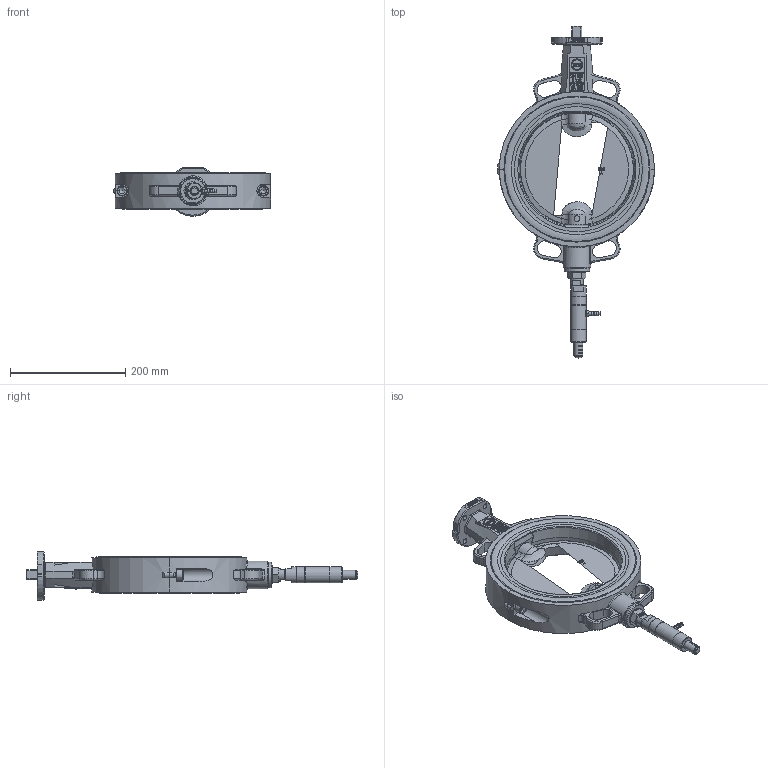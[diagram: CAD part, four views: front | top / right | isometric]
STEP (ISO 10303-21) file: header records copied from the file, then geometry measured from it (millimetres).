
FILE_DESCRIPTION((''),'2;1');
FILE_NAME('ZCVZ-200-0001-00.stp','2014-05-13T08:28:44',('foss'),(''),'Autodesk Inventor 2013','Autodesk Inventor 2013','');
FILE_SCHEMA(('AUTOMOTIVE_DESIGN { 1 0 10303 214 1 1 1 1 }'));
Length unit declared in the file: millimetre
Products named in the file (1): M22265
Bounding box: 272 x 575.15 x 84 mm (x, y, z)
Volume: 2152192.8 mm3; surface area: 482184.7 mm2
Topology: 31 solids, 31 shells, 1971 faces, 4977 edges, 3206 vertices
Faces by surface type: plane 849, bspline 602, cylinder 275, torus 106, cone 99, sphere 36, revolution 4
Full cylindrical faces by diameter (mm): 1 x1, 3 x8, 3.2 x2, 4 x2, 4.917 x1, 6 x7, 6.647 x1, 6.8 x1, 8 x1, 8.57 x1, 8.8 x1, 9 x4, 9.73 x2, 10.106 x2, 12 x2, 12.5 x2, 15.5 x1, 18 x2, 18.16 x1, 18.2 x4, 19 x1, 22 x10, 22.2 x3, 22.31 x3, 23 x1, 24.701 x1, 26.9 x2, 27.5 x4, 29.95 x3, 30 x4
Entity records: 65850 total; most frequent: CARTESIAN_POINT 22400, ORIENTED_EDGE 9444, DIRECTION 7067, EDGE_CURVE 4722, VERTEX_POINT 3160, VECTOR 2431, LINE 2431, EDGE_LOOP 2382
